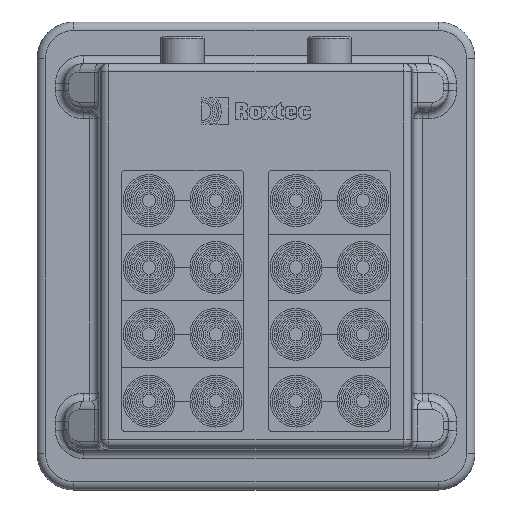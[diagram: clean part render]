
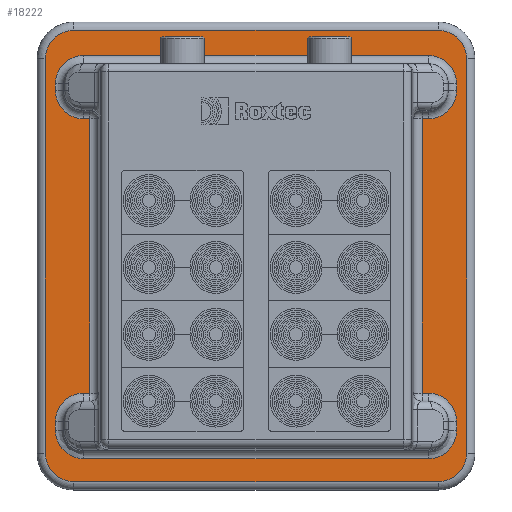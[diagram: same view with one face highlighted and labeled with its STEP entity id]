
A CAD part, top view. The second image highlights one B-rep face of the part: STEP entity #18222.
In plain terms, the highlighted planar face has unit normal (0, 0, 1).
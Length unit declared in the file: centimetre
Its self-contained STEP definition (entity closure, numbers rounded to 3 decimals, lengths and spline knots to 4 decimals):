
#186=ELLIPSE('',#20294,0.8501,0.85);
#187=ELLIPSE('',#20295,0.8501,0.85);
#450=FACE_BOUND('',#2557,.T.);
#1393=FACE_OUTER_BOUND('',#2556,.T.);
#2556=EDGE_LOOP('',(#14447,#14448,#14449,#14450,#14451,#14452,#14453,#14454));
#2557=EDGE_LOOP('',(#14455,#14456,#14457,#14458,#14459,#14460,#14461,#14462,
#14463,#14464,#14465,#14466,#14467,#14468,#14469,#14470,#14471,#14472,#14473,
#14474));
#3650=CIRCLE('',#20158,0.85);
#3653=CIRCLE('',#20163,0.85);
#3656=CIRCLE('',#20168,0.85);
#3659=CIRCLE('',#20173,0.85);
#3710=CIRCLE('',#20293,0.85);
#3711=CIRCLE('',#20296,0.85);
#3712=CIRCLE('',#20297,0.85);
#3713=CIRCLE('',#20298,0.85);
#3714=CIRCLE('',#20299,0.85);
#3715=CIRCLE('',#20300,0.85);
#4718=LINE('',#30028,#6118);
#4719=LINE('',#30036,#6119);
#4720=LINE('',#30044,#6120);
#4721=LINE('',#30050,#6121);
#4773=LINE('',#30703,#6173);
#4774=LINE('',#30707,#6174);
#4775=LINE('',#30711,#6175);
#4776=LINE('',#30715,#6176);
#4777=LINE('',#30719,#6177);
#4778=LINE('',#30721,#6178);
#4779=LINE('',#30723,#6179);
#4780=LINE('',#30727,#6180);
#4781=LINE('',#30731,#6181);
#4782=LINE('',#30735,#6182);
#4783=LINE('',#30739,#6183);
#4784=LINE('',#30740,#6184);
#6118=VECTOR('',#24895,1.);
#6119=VECTOR('',#24906,1.);
#6120=VECTOR('',#24917,1.);
#6121=VECTOR('',#24926,1.);
#6173=VECTOR('',#25214,1.);
#6174=VECTOR('',#25217,1.);
#6175=VECTOR('',#25220,1.);
#6176=VECTOR('',#25223,1.);
#6177=VECTOR('',#25226,1.);
#6178=VECTOR('',#25227,1.);
#6179=VECTOR('',#25228,1.);
#6180=VECTOR('',#25231,1.);
#6181=VECTOR('',#25234,1.);
#6182=VECTOR('',#25237,1.);
#6183=VECTOR('',#25240,1.);
#6184=VECTOR('',#25241,1.);
#7597=VERTEX_POINT('',#30020);
#7598=VERTEX_POINT('',#30022);
#7599=VERTEX_POINT('',#30026);
#7600=VERTEX_POINT('',#30030);
#7601=VERTEX_POINT('',#30034);
#7602=VERTEX_POINT('',#30038);
#7603=VERTEX_POINT('',#30042);
#7604=VERTEX_POINT('',#30046);
#7676=VERTEX_POINT('',#30701);
#7677=VERTEX_POINT('',#30702);
#7678=VERTEX_POINT('',#30704);
#7679=VERTEX_POINT('',#30706);
#7680=VERTEX_POINT('',#30708);
#7681=VERTEX_POINT('',#30710);
#7682=VERTEX_POINT('',#30712);
#7683=VERTEX_POINT('',#30714);
#7684=VERTEX_POINT('',#30716);
#7685=VERTEX_POINT('',#30718);
#7686=VERTEX_POINT('',#30720);
#7687=VERTEX_POINT('',#30722);
#7688=VERTEX_POINT('',#30724);
#7689=VERTEX_POINT('',#30726);
#7690=VERTEX_POINT('',#30728);
#7691=VERTEX_POINT('',#30730);
#7692=VERTEX_POINT('',#30732);
#7693=VERTEX_POINT('',#30734);
#7694=VERTEX_POINT('',#30736);
#7695=VERTEX_POINT('',#30738);
#9881=EDGE_CURVE('',#7598,#7597,#3650,.T.);
#9883=EDGE_CURVE('',#7599,#7598,#4718,.T.);
#9885=EDGE_CURVE('',#7600,#7599,#3653,.T.);
#9887=EDGE_CURVE('',#7601,#7600,#4719,.T.);
#9889=EDGE_CURVE('',#7602,#7601,#3656,.T.);
#9891=EDGE_CURVE('',#7603,#7602,#4720,.T.);
#9893=EDGE_CURVE('',#7604,#7603,#3659,.T.);
#9894=EDGE_CURVE('',#7597,#7604,#4721,.T.);
#10022=EDGE_CURVE('',#7676,#7677,#4773,.T.);
#10023=EDGE_CURVE('',#7678,#7676,#3710,.T.);
#10024=EDGE_CURVE('',#7679,#7678,#4774,.T.);
#10025=EDGE_CURVE('',#7680,#7679,#186,.T.);
#10026=EDGE_CURVE('',#7681,#7680,#4775,.T.);
#10027=EDGE_CURVE('',#7682,#7681,#187,.T.);
#10028=EDGE_CURVE('',#7683,#7682,#4776,.T.);
#10029=EDGE_CURVE('',#7684,#7683,#3711,.T.);
#10030=EDGE_CURVE('',#7685,#7684,#4777,.T.);
#10031=EDGE_CURVE('',#7686,#7685,#4778,.T.);
#10032=EDGE_CURVE('',#7687,#7686,#4779,.T.);
#10033=EDGE_CURVE('',#7688,#7687,#3712,.T.);
#10034=EDGE_CURVE('',#7689,#7688,#4780,.T.);
#10035=EDGE_CURVE('',#7690,#7689,#3713,.T.);
#10036=EDGE_CURVE('',#7691,#7690,#4781,.T.);
#10037=EDGE_CURVE('',#7692,#7691,#3714,.T.);
#10038=EDGE_CURVE('',#7693,#7692,#4782,.T.);
#10039=EDGE_CURVE('',#7694,#7693,#3715,.T.);
#10040=EDGE_CURVE('',#7695,#7694,#4783,.T.);
#10041=EDGE_CURVE('',#7677,#7695,#4784,.T.);
#14447=ORIENTED_EDGE('',*,*,#9894,.F.);
#14448=ORIENTED_EDGE('',*,*,#9881,.F.);
#14449=ORIENTED_EDGE('',*,*,#9883,.F.);
#14450=ORIENTED_EDGE('',*,*,#9885,.F.);
#14451=ORIENTED_EDGE('',*,*,#9887,.F.);
#14452=ORIENTED_EDGE('',*,*,#9889,.F.);
#14453=ORIENTED_EDGE('',*,*,#9891,.F.);
#14454=ORIENTED_EDGE('',*,*,#9893,.F.);
#14455=ORIENTED_EDGE('',*,*,#10022,.F.);
#14456=ORIENTED_EDGE('',*,*,#10023,.F.);
#14457=ORIENTED_EDGE('',*,*,#10024,.F.);
#14458=ORIENTED_EDGE('',*,*,#10025,.F.);
#14459=ORIENTED_EDGE('',*,*,#10026,.F.);
#14460=ORIENTED_EDGE('',*,*,#10027,.F.);
#14461=ORIENTED_EDGE('',*,*,#10028,.F.);
#14462=ORIENTED_EDGE('',*,*,#10029,.F.);
#14463=ORIENTED_EDGE('',*,*,#10030,.F.);
#14464=ORIENTED_EDGE('',*,*,#10031,.F.);
#14465=ORIENTED_EDGE('',*,*,#10032,.F.);
#14466=ORIENTED_EDGE('',*,*,#10033,.F.);
#14467=ORIENTED_EDGE('',*,*,#10034,.F.);
#14468=ORIENTED_EDGE('',*,*,#10035,.F.);
#14469=ORIENTED_EDGE('',*,*,#10036,.F.);
#14470=ORIENTED_EDGE('',*,*,#10037,.F.);
#14471=ORIENTED_EDGE('',*,*,#10038,.F.);
#14472=ORIENTED_EDGE('',*,*,#10039,.F.);
#14473=ORIENTED_EDGE('',*,*,#10040,.F.);
#14474=ORIENTED_EDGE('',*,*,#10041,.F.);
#16457=PLANE('',#20292);
#18222=ADVANCED_FACE('',(#1393,#450),#16457,.F.);
#20158=AXIS2_PLACEMENT_3D('',#30024,#24889,#24890);
#20163=AXIS2_PLACEMENT_3D('',#30032,#24900,#24901);
#20168=AXIS2_PLACEMENT_3D('',#30040,#24911,#24912);
#20173=AXIS2_PLACEMENT_3D('',#30048,#24922,#24923);
#20292=AXIS2_PLACEMENT_3D('',#30700,#25212,#25213);
#20293=AXIS2_PLACEMENT_3D('',#30705,#25215,#25216);
#20294=AXIS2_PLACEMENT_3D('',#30709,#25218,#25219);
#20295=AXIS2_PLACEMENT_3D('',#30713,#25221,#25222);
#20296=AXIS2_PLACEMENT_3D('',#30717,#25224,#25225);
#20297=AXIS2_PLACEMENT_3D('',#30725,#25229,#25230);
#20298=AXIS2_PLACEMENT_3D('',#30729,#25232,#25233);
#20299=AXIS2_PLACEMENT_3D('',#30733,#25235,#25236);
#20300=AXIS2_PLACEMENT_3D('',#30737,#25238,#25239);
#24889=DIRECTION('center_axis',(0.,0.,-1.));
#24890=DIRECTION('ref_axis',(0.707,0.707,0.));
#24895=DIRECTION('',(1.,0.,0.));
#24900=DIRECTION('center_axis',(0.,0.,-1.));
#24901=DIRECTION('ref_axis',(-0.707,0.707,0.));
#24906=DIRECTION('',(0.,1.,0.));
#24911=DIRECTION('center_axis',(0.,0.,-1.));
#24912=DIRECTION('ref_axis',(-0.707,-0.707,0.));
#24917=DIRECTION('',(-1.,0.,0.));
#24922=DIRECTION('center_axis',(0.,0.,-1.));
#24923=DIRECTION('ref_axis',(0.707,-0.707,0.));
#24926=DIRECTION('',(0.,-1.,0.));
#25212=DIRECTION('center_axis',(0.,0.,-1.));
#25213=DIRECTION('ref_axis',(-1.,0.,0.));
#25214=DIRECTION('',(-1.,0.,0.));
#25215=DIRECTION('center_axis',(0.,0.,1.));
#25216=DIRECTION('ref_axis',(0.707,0.707,0.));
#25217=DIRECTION('',(0.,1.,0.));
#25218=DIRECTION('center_axis',(0.,0.,1.));
#25219=DIRECTION('ref_axis',(0.,-1.,0.));
#25220=DIRECTION('',(1.,0.,0.));
#25221=DIRECTION('center_axis',(0.,0.,1.));
#25222=DIRECTION('ref_axis',(0.,-1.,0.));
#25223=DIRECTION('',(0.,-1.,0.));
#25224=DIRECTION('center_axis',(0.,0.,1.));
#25225=DIRECTION('ref_axis',(-0.707,0.707,0.));
#25226=DIRECTION('',(-1.,0.,0.));
#25227=DIRECTION('',(0.,-1.,0.));
#25228=DIRECTION('',(1.,0.,0.));
#25229=DIRECTION('center_axis',(0.,0.,1.));
#25230=DIRECTION('ref_axis',(-0.707,-0.707,0.));
#25231=DIRECTION('',(0.,-1.,0.));
#25232=DIRECTION('center_axis',(0.,0.,1.));
#25233=DIRECTION('ref_axis',(-0.707,0.707,0.));
#25234=DIRECTION('',(-1.,0.,0.));
#25235=DIRECTION('center_axis',(0.,0.,1.));
#25236=DIRECTION('ref_axis',(0.707,0.707,0.));
#25237=DIRECTION('',(0.,1.,0.));
#25238=DIRECTION('center_axis',(0.,0.,1.));
#25239=DIRECTION('ref_axis',(0.707,-0.707,0.));
#25240=DIRECTION('',(1.,0.,0.));
#25241=DIRECTION('',(0.,1.,0.));
#30020=CARTESIAN_POINT('',(6.3,5.9,-3.7));
#30022=CARTESIAN_POINT('',(5.45,6.75,-3.7));
#30024=CARTESIAN_POINT('Origin',(5.45,5.9,-3.7));
#30026=CARTESIAN_POINT('',(-5.45,6.75,-3.7));
#30028=CARTESIAN_POINT('',(-3.275,6.75,-3.7));
#30030=CARTESIAN_POINT('',(-6.3,5.9,-3.7));
#30032=CARTESIAN_POINT('Origin',(-5.45,5.9,-3.7));
#30034=CARTESIAN_POINT('',(-6.3,-5.9,-3.7));
#30036=CARTESIAN_POINT('',(-6.3,-3.25,-3.7));
#30038=CARTESIAN_POINT('',(-5.45,-6.75,-3.7));
#30040=CARTESIAN_POINT('Origin',(-5.45,-5.9,-3.7));
#30042=CARTESIAN_POINT('',(5.45,-6.75,-3.7));
#30044=CARTESIAN_POINT('',(3.275,-6.75,-3.7));
#30046=CARTESIAN_POINT('',(6.3,-5.9,-3.7));
#30048=CARTESIAN_POINT('Origin',(5.45,-5.9,-3.7));
#30050=CARTESIAN_POINT('',(6.3,3.25,-3.7));
#30700=CARTESIAN_POINT('Origin',(0.,0.,
-3.7));
#30701=CARTESIAN_POINT('',(5.15,-4.1,-3.7));
#30702=CARTESIAN_POINT('',(4.9672,-4.1,-3.7));
#30703=CARTESIAN_POINT('',(2.325,-4.1,-3.7));
#30704=CARTESIAN_POINT('',(6.,-4.95,-3.7));
#30705=CARTESIAN_POINT('Origin',(5.15,-4.95,-3.7));
#30706=CARTESIAN_POINT('',(6.,-5.2171,-3.7));
#30707=CARTESIAN_POINT('',(6.,-2.175,-3.7));
#30708=CARTESIAN_POINT('',(5.15,-6.0672,-3.7));
#30709=CARTESIAN_POINT('Origin',(5.15,-5.2171,-3.7));
#30710=CARTESIAN_POINT('',(-5.15,-6.0672,-3.7));
#30711=CARTESIAN_POINT('',(2.325,-6.0672,-3.7));
#30712=CARTESIAN_POINT('',(-6.,-5.2171,-3.7));
#30713=CARTESIAN_POINT('Origin',(-5.15,-5.2171,-3.7));
#30714=CARTESIAN_POINT('',(-6.,-4.95,-3.7));
#30715=CARTESIAN_POINT('',(-6.,-2.175,-3.7));
#30716=CARTESIAN_POINT('',(-5.15,-4.1,-3.7));
#30717=CARTESIAN_POINT('Origin',(-5.15,-4.95,-3.7));
#30718=CARTESIAN_POINT('',(-4.9672,-4.1,-3.7));
#30719=CARTESIAN_POINT('',(-2.325,-4.1,-3.7));
#30720=CARTESIAN_POINT('',(-4.9672,4.1,-3.7));
#30721=CARTESIAN_POINT('',(-4.9672,-2.875,-3.7));
#30722=CARTESIAN_POINT('',(-5.15,4.1,-3.7));
#30723=CARTESIAN_POINT('',(-2.325,4.1,-3.7));
#30724=CARTESIAN_POINT('',(-6.,4.95,-3.7));
#30725=CARTESIAN_POINT('Origin',(-5.15,4.95,-3.7));
#30726=CARTESIAN_POINT('',(-6.,5.15,-3.7));
#30727=CARTESIAN_POINT('',(-6.,2.175,-3.7));
#30728=CARTESIAN_POINT('',(-5.15,6.,-3.7));
#30729=CARTESIAN_POINT('Origin',(-5.15,5.15,-3.7));
#30730=CARTESIAN_POINT('',(5.15,6.,-3.7));
#30731=CARTESIAN_POINT('',(-2.325,6.,-3.7));
#30732=CARTESIAN_POINT('',(6.,5.15,-3.7));
#30733=CARTESIAN_POINT('Origin',(5.15,5.15,-3.7));
#30734=CARTESIAN_POINT('',(6.,4.95,-3.7));
#30735=CARTESIAN_POINT('',(6.,2.175,-3.7));
#30736=CARTESIAN_POINT('',(5.15,4.1,-3.7));
#30737=CARTESIAN_POINT('Origin',(5.15,4.95,-3.7));
#30738=CARTESIAN_POINT('',(4.9672,4.1,-3.7));
#30739=CARTESIAN_POINT('',(2.325,4.1,-3.7));
#30740=CARTESIAN_POINT('',(4.9672,2.875,-3.7));
